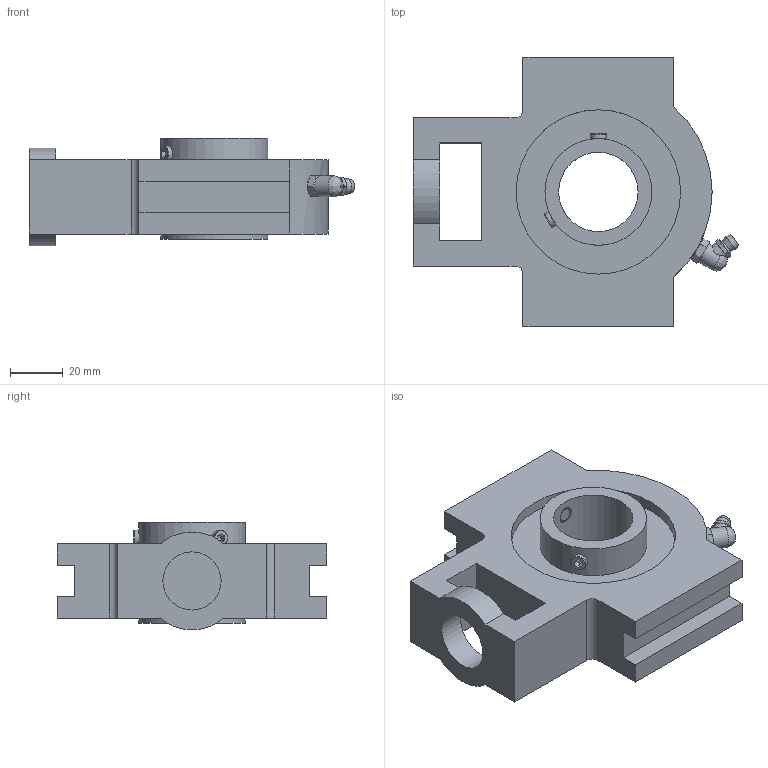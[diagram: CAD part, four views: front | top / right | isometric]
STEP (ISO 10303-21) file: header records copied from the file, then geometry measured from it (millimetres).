
FILE_DESCRIPTION( ( 'STEP AP214' ), ' ' );
FILE_NAME( 'UCT206J.stp', '2018-05-30T07:31:19', ( '' ), ( '' ), ' ', 'PARTsolutions', ' ' );
FILE_SCHEMA( ( 'AUTOMOTIVE_DESIGN { 1 0 10303 214 1 1 1 1 }' ) );
Length unit declared in the file: millimetre
Products named in the file (2): UCT206J; _UCT206- Housing
Assembly tree (1 placements, depth 2):
  UCT206J
    _UCT206- Housing
Bounding box: 123.09 x 102 x 40.64 mm (x, y, z)
Volume: 190468.3 mm3; surface area: 38953.2 mm2
Topology: 1 solids, 1 shells, 113 faces, 279 edges, 177 vertices
Faces by surface type: plane 61, cone 31, cylinder 18, torus 2, bspline 1
Full cylindrical faces by diameter (mm): 6 x4, 7 x1, 8 x2, 22 x1, 30 x1, 40.4 x2, 62.15 x2
Entity records: 4589 total; most frequent: CARTESIAN_POINT 1240, ORIENTED_EDGE 484, DIRECTION 458, EDGE_CURVE 242, AXIS2_PLACEMENT_3D 173, VERTEX_POINT 165, EDGE_LOOP 151, FACE_OUTER_BOUND 129
